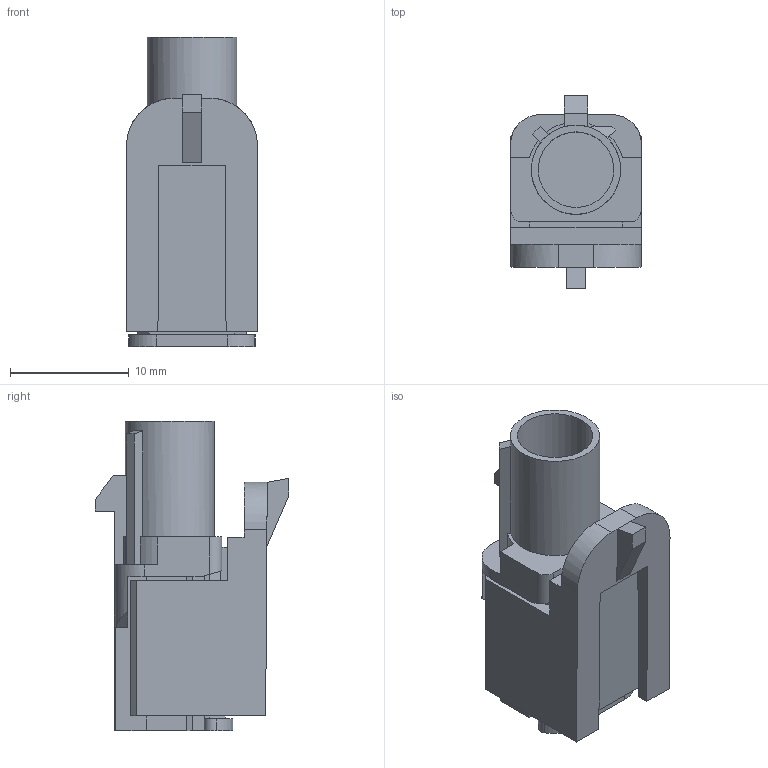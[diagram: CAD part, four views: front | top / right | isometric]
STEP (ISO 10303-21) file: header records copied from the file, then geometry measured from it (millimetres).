
FILE_DESCRIPTION(/* description */ (''),/* implementation_level */ '2;1');
FILE_NAME(/* name */ '33340363-ENV10_03-CONN.stp',/* time_stamp */ '2022-09-21T13:33:05+08:00',/* author */ (''),/* organization */ (''),/* preprocessor_version */ 'ST-DEVELOPER v16',/* originating_system */ 'SIEMENS PLM Software NX 11.0',/* authorisation */ '');
FILE_SCHEMA (('AP203_CONFIGURATION_CONTROLLED_3D_DESIGN_OF_MECHANICAL_PARTS_AND_ASSEMBLIES_MIM_LF { 1 0 10303 403 2 1 2}'));
Length unit declared in the file: millimetre
Products named in the file (1): qzmh33E040EDj9mo
Bounding box: 11 x 16.23 x 26 mm (x, y, z)
Volume: 2182.3 mm3; surface area: 2148.6 mm2
Topology: 1 solids, 1 shells, 116 faces, 341 edges, 224 vertices
Faces by surface type: plane 100, cylinder 16
Full cylindrical faces by diameter (mm): 6.35 x1, 7.5 x1
Entity records: 3899 total; most frequent: CARTESIAN_POINT 678, ORIENTED_EDGE 676, DIRECTION 615, EDGE_CURVE 338, LINE 295, VECTOR 295, VERTEX_POINT 223, AXIS2_PLACEMENT_3D 160
